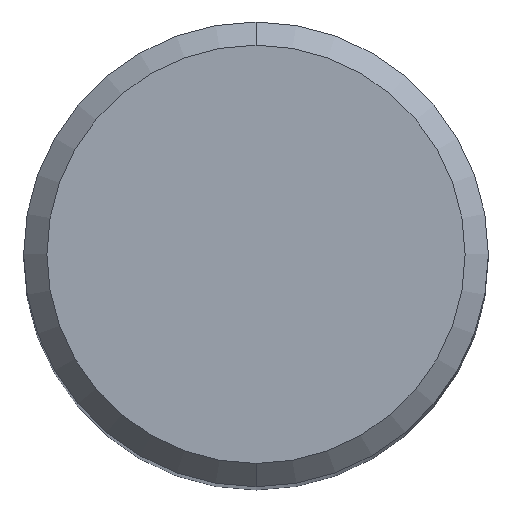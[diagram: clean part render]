
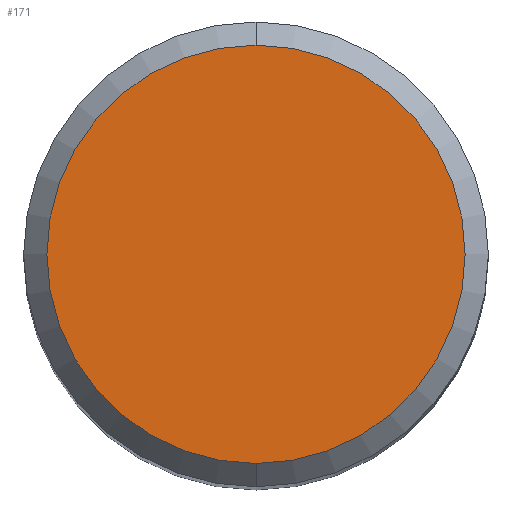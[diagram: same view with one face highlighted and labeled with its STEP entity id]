
A CAD part, top view. The second image highlights one B-rep face of the part: STEP entity #171.
In plain terms, the highlighted planar face has unit normal (0, 0, 1).
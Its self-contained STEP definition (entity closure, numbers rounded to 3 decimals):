
#129=EDGE_CURVE('',#159,#173,#283,.T.);
#159=VERTEX_POINT('',#317);
#171=ADVANCED_FACE('',(#331),#332,.T.);
#173=VERTEX_POINT('',#334);
#187=EDGE_CURVE('',#173,#159,#350,.T.);
#283=CIRCLE('',#457,3.6);
#317=CARTESIAN_POINT('',(0.0,3.6,0.0));
#331=FACE_OUTER_BOUND('',#512,.T.);
#332=PLANE('',#513);
#334=CARTESIAN_POINT('',(0.,-3.6,0.0));
#350=CIRCLE('',#537,3.6);
#457=AXIS2_PLACEMENT_3D('',#641,#642,#643);
#512=EDGE_LOOP('',(#700,#701));
#513=AXIS2_PLACEMENT_3D('',#702,#703,#704);
#537=AXIS2_PLACEMENT_3D('',#725,#726,#727);
#641=CARTESIAN_POINT('',(0.0,0.0,0.0));
#642=DIRECTION('',(0.0,0.0,-1.0));
#643=DIRECTION('',(0.0,1.0,0.0));
#700=ORIENTED_EDGE('',*,*,#129,.F.);
#701=ORIENTED_EDGE('',*,*,#187,.F.);
#702=CARTESIAN_POINT('',(0.0,1.8,0.0));
#703=DIRECTION('',(-0.0,0.0,1.0));
#704=DIRECTION('',(0.0,-1.0,0.0));
#725=CARTESIAN_POINT('',(0.0,0.0,0.0));
#726=DIRECTION('',(0.0,0.0,-1.0));
#727=DIRECTION('',(0.0,1.0,0.0));
